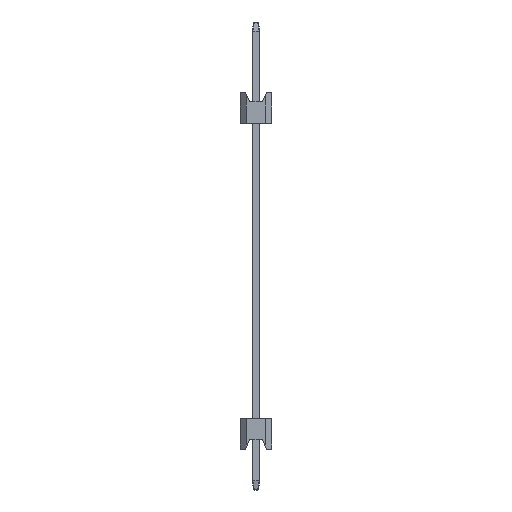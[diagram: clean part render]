
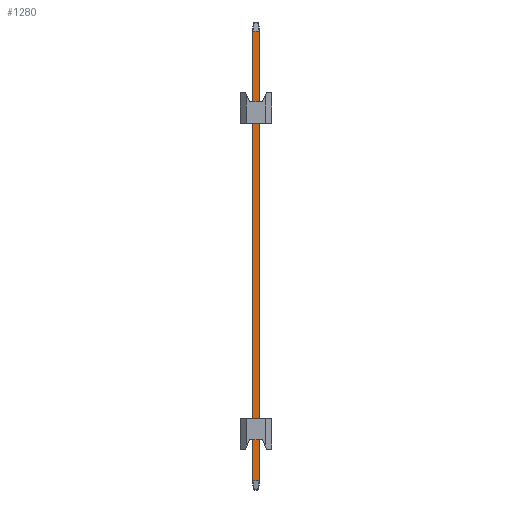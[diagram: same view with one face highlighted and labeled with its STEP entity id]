
A CAD part, left-side view. The second image highlights one B-rep face of the part: STEP entity #1280.
In plain terms, the highlighted planar face has unit normal (-1, 0, 0).
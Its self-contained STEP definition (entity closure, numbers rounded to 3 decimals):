
#210=FACE_OUTER_BOUND('',#274,.T.);
#274=EDGE_LOOP('',(#1019,#1020,#1021,#1022,#1023,#1024,#1025,#1026));
#325=LINE('',#1890,#481);
#334=LINE('',#1908,#490);
#364=LINE('',#1963,#520);
#377=LINE('',#1990,#533);
#380=LINE('',#1996,#536);
#383=LINE('',#2002,#539);
#399=LINE('',#2029,#555);
#400=LINE('',#2031,#556);
#481=VECTOR('',#1512,10.);
#490=VECTOR('',#1525,10.);
#520=VECTOR('',#1575,10.);
#533=VECTOR('',#1596,10.);
#536=VECTOR('',#1601,10.);
#539=VECTOR('',#1606,10.);
#555=VECTOR('',#1640,10.);
#556=VECTOR('',#1643,10.);
#635=VERTEX_POINT('',#1888);
#636=VERTEX_POINT('',#1889);
#643=VERTEX_POINT('',#1906);
#657=VERTEX_POINT('',#1958);
#665=VERTEX_POINT('',#1982);
#668=VERTEX_POINT('',#1988);
#670=VERTEX_POINT('',#1994);
#672=VERTEX_POINT('',#2000);
#733=EDGE_CURVE('',#635,#636,#325,.T.);
#742=EDGE_CURVE('',#643,#635,#334,.T.);
#772=EDGE_CURVE('',#636,#657,#364,.T.);
#785=EDGE_CURVE('',#668,#665,#377,.T.);
#788=EDGE_CURVE('',#670,#668,#380,.T.);
#791=EDGE_CURVE('',#672,#670,#383,.T.);
#807=EDGE_CURVE('',#665,#643,#399,.T.);
#808=EDGE_CURVE('',#657,#672,#400,.T.);
#1019=ORIENTED_EDGE('',*,*,#772,.F.);
#1020=ORIENTED_EDGE('',*,*,#733,.F.);
#1021=ORIENTED_EDGE('',*,*,#742,.F.);
#1022=ORIENTED_EDGE('',*,*,#807,.F.);
#1023=ORIENTED_EDGE('',*,*,#785,.F.);
#1024=ORIENTED_EDGE('',*,*,#788,.F.);
#1025=ORIENTED_EDGE('',*,*,#791,.F.);
#1026=ORIENTED_EDGE('',*,*,#808,.F.);
#1216=PLANE('',#1407);
#1280=ADVANCED_FACE('',(#210),#1216,.T.);
#1407=AXIS2_PLACEMENT_3D('',#2030,#1641,#1642);
#1512=DIRECTION('',(0.,0.,-1.));
#1525=DIRECTION('',(0.,-0.371,-0.928));
#1575=DIRECTION('',(0.,0.371,-0.928));
#1596=DIRECTION('',(0.,-0.371,0.928));
#1601=DIRECTION('',(0.,0.,1.));
#1606=DIRECTION('',(0.,0.371,0.928));
#1640=DIRECTION('',(0.,-1.,0.));
#1641=DIRECTION('center_axis',(-1.,0.,0.));
#1642=DIRECTION('ref_axis',(0.,-1.,0.));
#1643=DIRECTION('',(0.,1.,0.));
#1888=CARTESIAN_POINT('',(-0.32,-0.27,33.748));
#1889=CARTESIAN_POINT('',(-0.32,-0.27,-2.548));
#1890=CARTESIAN_POINT('',(-0.32,-0.27,0.));
#1906=CARTESIAN_POINT('',(-0.32,-0.269,33.75));
#1908=CARTESIAN_POINT('',(-0.32,-5.973,19.491));
#1958=CARTESIAN_POINT('',(-0.32,-0.269,-2.55));
#1963=CARTESIAN_POINT('',(-0.32,-0.593,-1.739));
#1982=CARTESIAN_POINT('',(-0.32,0.269,33.75));
#1988=CARTESIAN_POINT('',(-0.32,0.27,33.748));
#1990=CARTESIAN_POINT('',(-0.32,6.017,19.381));
#1994=CARTESIAN_POINT('',(-0.32,0.27,-2.548));
#1996=CARTESIAN_POINT('',(-0.32,0.27,0.));
#2000=CARTESIAN_POINT('',(-0.32,0.269,-2.55));
#2002=CARTESIAN_POINT('',(-0.32,0.637,-1.629));
#2029=CARTESIAN_POINT('',(-0.32,0.16,33.75));
#2030=CARTESIAN_POINT('Origin',(-0.32,0.32,0.));
#2031=CARTESIAN_POINT('',(-0.32,0.16,-2.55));
